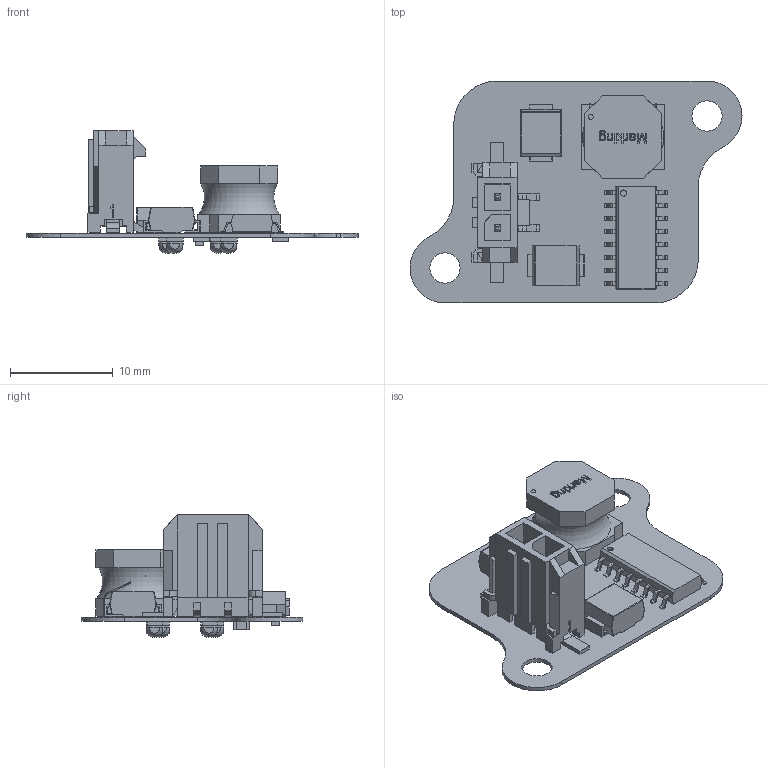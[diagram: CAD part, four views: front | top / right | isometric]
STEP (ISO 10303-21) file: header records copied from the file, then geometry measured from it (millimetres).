
FILE_DESCRIPTION(('Open CASCADE Model'),'2;1');
FILE_NAME('Open CASCADE Shape Model','2019-03-17T01:50:15',('Author'),( 'Open CASCADE'),'Open CASCADE STEP processor 6.8','Open CASCADE 6.8' ,'Unknown');
FILE_SCHEMA(('AUTOMOTIVE_DESIGN { 1 0 10303 214 1 1 1 1 }'));
Products named in the file (1): PCB
Bounding box: 32.3 x 21.59 x 11.92 mm (x, y, z)
Volume: 495 mm3; surface area: 2839.6 mm2
Topology: 37 solids, 596 shells, 1326 faces, 5059 edges, 4323 vertices
Faces by surface type: plane 948, cylinder 299, sphere 52, extrusion 16, bspline 8, torus 3
Full cylindrical faces by diameter (mm): 0.1 x6, 0.5 x1, 0.6 x1, 2.946 x2, 5 x2
Entity records: 59244 total; most frequent: CARTESIAN_POINT 12994, DIRECTION 8222, ORIENTED_EDGE 6862, EDGE_CURVE 4991, VERTEX_POINT 4291, VECTOR 3806, LINE 3790, AXIS2_PLACEMENT_3D 2208
